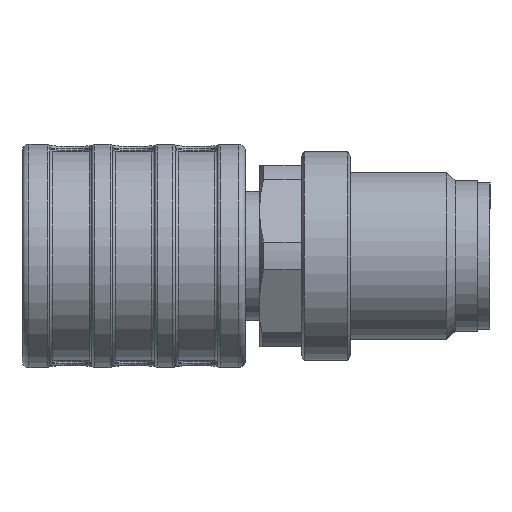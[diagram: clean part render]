
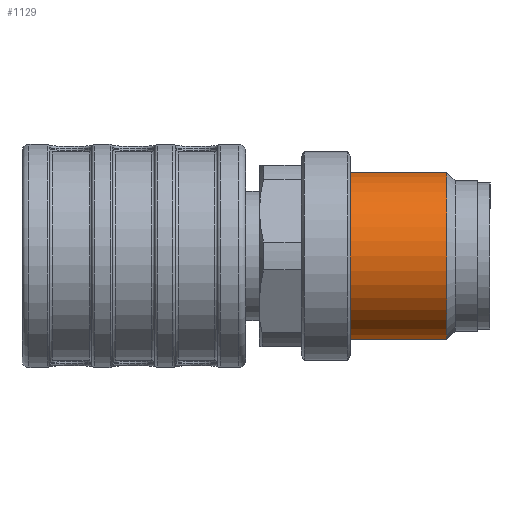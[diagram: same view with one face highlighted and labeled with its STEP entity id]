
A CAD part, left-side view. The second image highlights one B-rep face of the part: STEP entity #1129.
In plain terms, the highlighted cylindrical face has radius 6 mm (diameter 12 mm), a full revolution.
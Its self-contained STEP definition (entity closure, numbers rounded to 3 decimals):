
#1129=ADVANCED_FACE('',(#3316,#3317),#1701,.T.);
#1701=CYLINDRICAL_SURFACE('',#9603,6.);
#3316=FACE_BOUND('',#3450,.T.);
#3317=FACE_BOUND('',#3451,.T.);
#3450=EDGE_LOOP('',(#4113));
#3451=EDGE_LOOP('',(#4114));
#4113=ORIENTED_EDGE('',*,*,#7697,.F.);
#4114=ORIENTED_EDGE('',*,*,#7698,.T.);
#6831=VERTEX_POINT('',#13504);
#6832=VERTEX_POINT('',#13507);
#7697=EDGE_CURVE('',#6831,#6831,#9053,.T.);
#7698=EDGE_CURVE('',#6832,#6832,#9054,.T.);
#9053=CIRCLE('',#9600,6.);
#9054=CIRCLE('',#9602,6.);
#9600=AXIS2_PLACEMENT_3D('',#13503,#10676,#10677);
#9602=AXIS2_PLACEMENT_3D('',#13506,#10680,#10681);
#9603=AXIS2_PLACEMENT_3D('',#13508,#10682,#10683);
#10676=DIRECTION('',(0.,-1.,0.));
#10677=DIRECTION('',(-0.5,0.,0.866));
#10680=DIRECTION('',(0.,-1.,0.));
#10681=DIRECTION('',(-0.866,0.,0.5));
#10682=DIRECTION('',(0.,-1.,0.));
#10683=DIRECTION('',(-0.5,0.,0.866));
#13503=CARTESIAN_POINT('',(52.101,-22.4,0.));
#13504=CARTESIAN_POINT('',(49.101,-22.4,5.196));
#13506=CARTESIAN_POINT('',(52.101,-15.5,0.));
#13507=CARTESIAN_POINT('',(46.905,-15.5,3.));
#13508=CARTESIAN_POINT('',(52.101,-24.5,0.));
